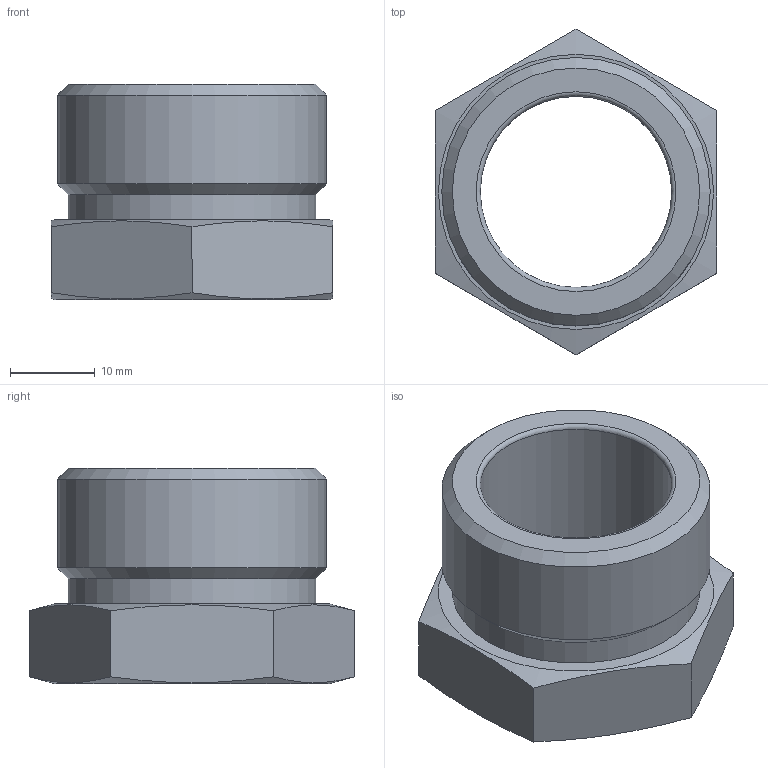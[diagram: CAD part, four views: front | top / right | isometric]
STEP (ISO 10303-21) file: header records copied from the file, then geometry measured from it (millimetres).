
FILE_DESCRIPTION(/* description */ (''),/* implementation_level */ '2;1');
FILE_NAME(/* name */ 'SM12MN.stp',/* time_stamp */ '2025-03-10T14:18:41+09:00',/* author */ ('user'),/* organization */ (''),/* preprocessor_version */ 'ST-DEVELOPER v20',/* originating_system */ 'Autodesk Inventor 2022',/* authorisation */ '');
FILE_SCHEMA (('AUTOMOTIVE_DESIGN { 1 0 10303 214 3 1 1 }'));
Length unit declared in the file: millimetre
Products named in the file (1): SM12MN
Bounding box: 33.3 x 38.45 x 25.4 mm (x, y, z)
Volume: 10886.9 mm3; surface area: 5564.8 mm2
Topology: 1 solids, 1 shells, 18 faces, 43 edges, 28 vertices
Faces by surface type: plane 9, cone 4, cylinder 3, torus 2
Full cylindrical faces by diameter (mm): 22.6 x1, 29.2 x1, 31.7 x1
Entity records: 564 total; most frequent: CARTESIAN_POINT 114, DIRECTION 87, ORIENTED_EDGE 86, EDGE_CURVE 43, AXIS2_PLACEMENT_3D 37, VERTEX_POINT 28, EDGE_LOOP 21, FACE_OUTER_BOUND 18
